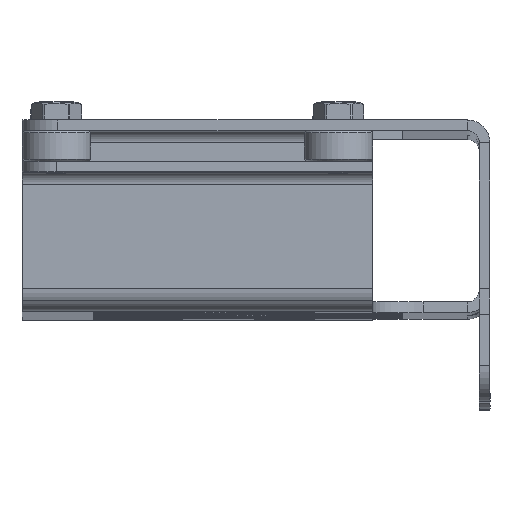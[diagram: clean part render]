
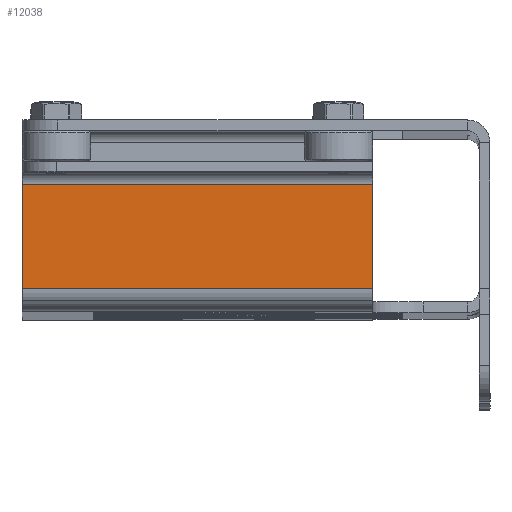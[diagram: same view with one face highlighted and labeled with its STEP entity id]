
A CAD part, top view. The second image highlights one B-rep face of the part: STEP entity #12038.
In plain terms, the highlighted planar face has unit normal (0, 0, 1).
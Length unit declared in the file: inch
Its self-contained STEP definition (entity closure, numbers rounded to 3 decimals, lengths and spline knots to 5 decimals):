
#485=PLANE('',#12851);
#1692=FACE_OUTER_BOUND('',#2460,.T.);
#2460=EDGE_LOOP('',(#10351,#10352,#10353,#10354));
#3767=LINE('',#28428,#4523);
#3768=LINE('',#28432,#4524);
#3769=LINE('',#28434,#4525);
#3770=LINE('',#28435,#4526);
#4523=VECTOR('',#14979,0.3937);
#4524=VECTOR('',#14984,0.3937);
#4525=VECTOR('',#14985,0.3937);
#4526=VECTOR('',#14986,0.3937);
#5600=VERTEX_POINT('',#28425);
#5601=VERTEX_POINT('',#28427);
#5602=VERTEX_POINT('',#28431);
#5603=VERTEX_POINT('',#28433);
#7246=EDGE_CURVE('',#5601,#5600,#3767,.T.);
#7248=EDGE_CURVE('',#5600,#5602,#3768,.T.);
#7249=EDGE_CURVE('',#5602,#5603,#3769,.T.);
#7250=EDGE_CURVE('',#5601,#5603,#3770,.T.);
#10351=ORIENTED_EDGE('',*,*,#7246,.T.);
#10352=ORIENTED_EDGE('',*,*,#7248,.T.);
#10353=ORIENTED_EDGE('',*,*,#7249,.T.);
#10354=ORIENTED_EDGE('',*,*,#7250,.F.);
#12038=ADVANCED_FACE('',(#1692),#485,.F.);
#12851=AXIS2_PLACEMENT_3D('',#28430,#14982,#14983);
#14979=DIRECTION('',(1.,0.,0.));
#14982=DIRECTION('center_axis',(0.,0.,-1.));
#14983=DIRECTION('ref_axis',(0.,1.,0.));
#14984=DIRECTION('',(0.,1.,0.));
#14985=DIRECTION('',(-1.,0.,0.));
#14986=DIRECTION('',(0.,1.,0.));
#28425=CARTESIAN_POINT('',(2.44356,0.15902,16.9375));
#28427=CARTESIAN_POINT('',(0.,0.15902,16.9375));
#28428=CARTESIAN_POINT('',(0.,0.15902,16.9375));
#28430=CARTESIAN_POINT('Origin',(0.,0.0375,16.9375));
#28431=CARTESIAN_POINT('',(2.44356,0.88848,16.9375));
#28432=CARTESIAN_POINT('',(2.44356,0.0375,16.9375));
#28433=CARTESIAN_POINT('',(0.,0.88848,16.9375));
#28434=CARTESIAN_POINT('',(0.,0.88848,16.9375));
#28435=CARTESIAN_POINT('',(0.,0.0375,16.9375));
